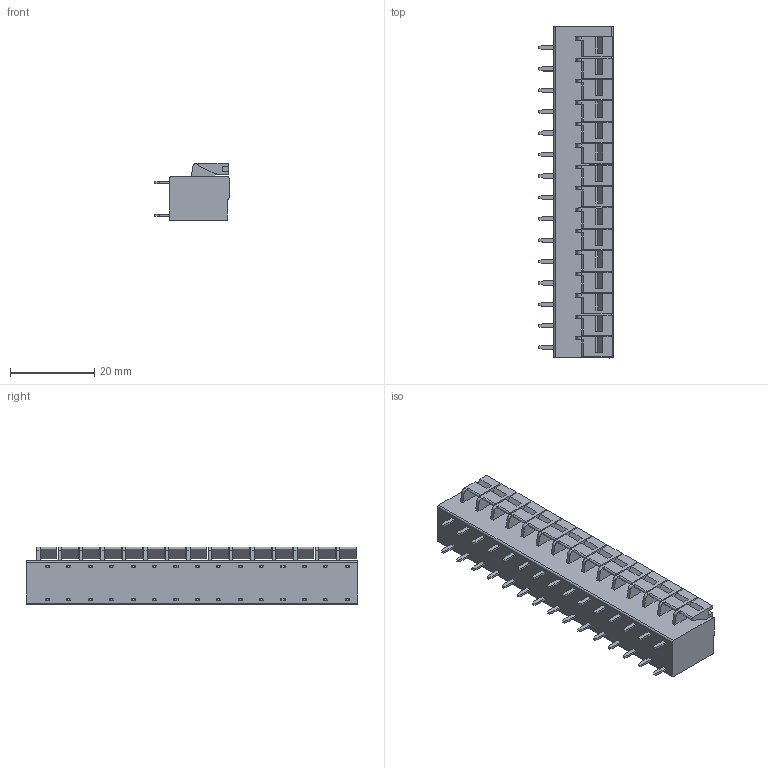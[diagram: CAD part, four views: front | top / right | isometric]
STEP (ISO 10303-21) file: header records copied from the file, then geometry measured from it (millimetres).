
FILE_DESCRIPTION((''),'2;1');
FILE_NAME('DB142-508-1P','2022-04-21T',('86134'),(''),'PRO/ENGINEER BY PARAMETRIC TECHNOLOGY CORPORATION, 2010280','PRO/ENGINEER BY PARAMETRIC TECHNOLOGY CORPORATION, 2010280','');
FILE_SCHEMA(('CONFIG_CONTROL_DESIGN'));
Length unit declared in the file: millimetre
Products named in the file (1): DB142-508-1P
Bounding box: 17.6 x 78.74 x 13.7 mm (x, y, z)
Volume: 12139.4 mm3; surface area: 7152.6 mm2
Topology: 1 solids, 1 shells, 642 faces, 1707 edges, 1143 vertices
Faces by surface type: plane 574, cylinder 38, cone 30
Entity records: 19705 total; most frequent: CARTESIAN_POINT 3492, ORIENTED_EDGE 3414, DIRECTION 3127, EDGE_CURVE 1707, VECTOR 1571, LINE 1571, VERTEX_POINT 1143, AXIS2_PLACEMENT_3D 778
